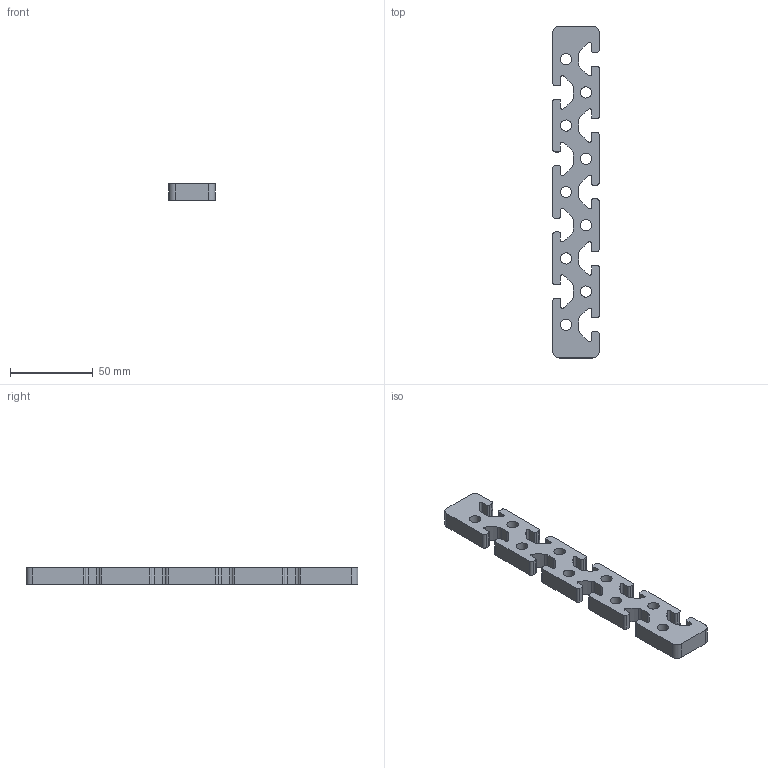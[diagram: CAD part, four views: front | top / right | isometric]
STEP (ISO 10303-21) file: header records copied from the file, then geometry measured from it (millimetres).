
FILE_DESCRIPTION((''),'2;1');
FILE_NAME('Motedis Profile 28x200 I-Type Slot 8.stp','2018-08-28T12:47:36',('User'),(''),'Autodesk Inventor 2009','Autodesk Inventor 2009','');
FILE_SCHEMA(('AUTOMOTIVE_DESIGN { 1 0 10303 214 1 1 1 1 }'));
Length unit declared in the file: millimetre
Products named in the file (1): Motedis Profile 28x200 I-Type Slot 8
Bounding box: 28 x 200 x 10 mm (x, y, z)
Volume: 38277.2 mm3; surface area: 17497.7 mm2
Topology: 1 solids, 1 shells, 163 faces, 483 edges, 322 vertices
Faces by surface type: cylinder 103, plane 60
Full cylindrical faces by diameter (mm): 6.8 x9
Entity records: 5560 total; most frequent: DIRECTION 1008, CARTESIAN_POINT 960, ORIENTED_EDGE 948, EDGE_CURVE 474, AXIS2_PLACEMENT_3D 370, VERTEX_POINT 322, VECTOR 268, LINE 268
